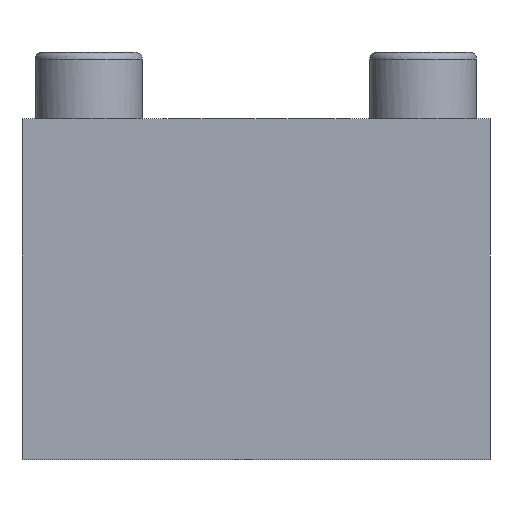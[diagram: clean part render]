
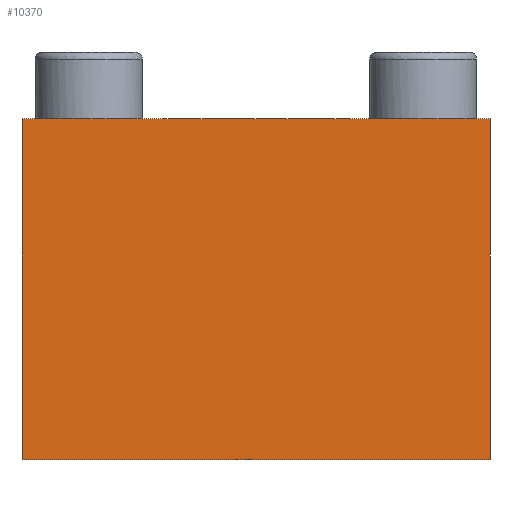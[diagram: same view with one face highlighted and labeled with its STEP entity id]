
A CAD part, front view. The second image highlights one B-rep face of the part: STEP entity #10370.
In plain terms, the highlighted planar face has unit normal (0, -1, 0).
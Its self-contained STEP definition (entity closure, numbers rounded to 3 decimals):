
#5705=CARTESIAN_POINT('',(-35.,-85.,41.));
#5706=VERTEX_POINT('',#5705);
#5713=CARTESIAN_POINT('',(35.,-85.,41.));
#5714=VERTEX_POINT('',#5713);
#5715=CARTESIAN_POINT('',(-35.,-85.,41.));
#5716=DIRECTION('',(1.,0.,-0.));
#5717=VECTOR('',#5716,70.);
#5718=LINE('',#5715,#5717);
#5719=EDGE_CURVE('',#5706,#5714,#5718,.T.);
#10321=CARTESIAN_POINT('',(-35.,-85.,-10.));
#10322=VERTEX_POINT('',#10321);
#10323=CARTESIAN_POINT('',(-35.,-85.,41.));
#10324=DIRECTION('',(-0.,0.,-1.));
#10325=VECTOR('',#10324,51.);
#10326=LINE('',#10323,#10325);
#10327=EDGE_CURVE('',#5706,#10322,#10326,.T.);
#10347=CARTESIAN_POINT('',(35.,-85.,31.));
#10348=DIRECTION('',(-0.,-1.,-0.));
#10349=DIRECTION('',(-1.,0.,0.));
#10350=AXIS2_PLACEMENT_3D('',#10347,#10348,#10349);
#10351=PLANE('',#10350);
#10352=CARTESIAN_POINT('',(35.,-85.,-10.));
#10353=VERTEX_POINT('',#10352);
#10354=CARTESIAN_POINT('',(35.,-85.,41.));
#10355=DIRECTION('',(-0.,0.,-1.));
#10356=VECTOR('',#10355,51.);
#10357=LINE('',#10354,#10356);
#10358=EDGE_CURVE('',#5714,#10353,#10357,.T.);
#10359=ORIENTED_EDGE('',*,*,#10358,.F.);
#10360=ORIENTED_EDGE('',*,*,#5719,.F.);
#10361=ORIENTED_EDGE('',*,*,#10327,.T.);
#10362=CARTESIAN_POINT('',(35.,-85.,-10.));
#10363=DIRECTION('',(-1.,0.,0.));
#10364=VECTOR('',#10363,70.);
#10365=LINE('',#10362,#10364);
#10366=EDGE_CURVE('',#10353,#10322,#10365,.T.);
#10367=ORIENTED_EDGE('',*,*,#10366,.F.);
#10368=EDGE_LOOP('',(#10359,#10360,#10361,#10367));
#10369=FACE_BOUND('',#10368,.T.);
#10370=ADVANCED_FACE('',(#10369),#10351,.T.);
